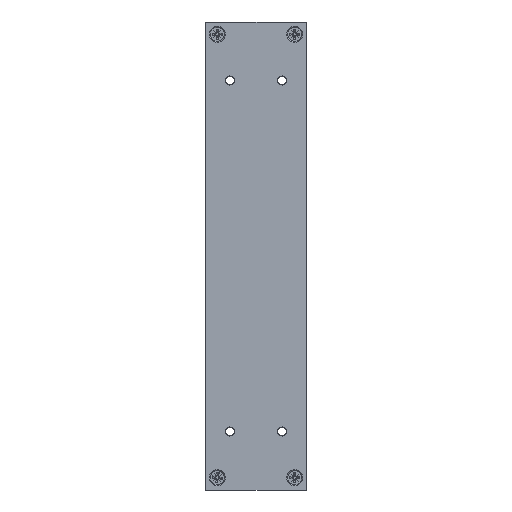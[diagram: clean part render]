
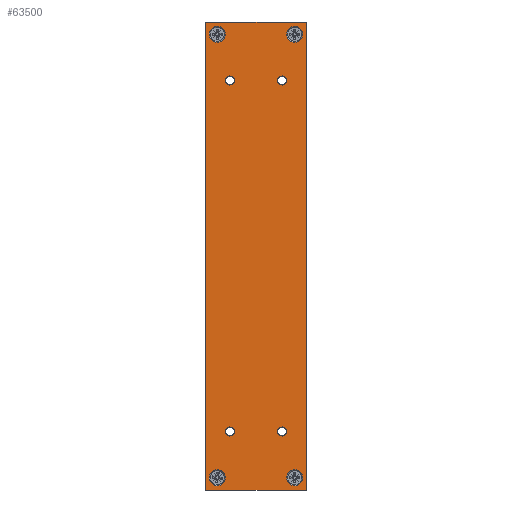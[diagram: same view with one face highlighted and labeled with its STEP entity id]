
A CAD part, front view. The second image highlights one B-rep face of the part: STEP entity #63500.
In plain terms, the highlighted planar face has unit normal (0, -1, 0).
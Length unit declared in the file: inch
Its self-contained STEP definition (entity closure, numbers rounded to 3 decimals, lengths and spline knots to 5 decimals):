
#42 = CARTESIAN_POINT ( 'NONE',  ( 0.69241, -0.31353, 0. ) ) ;
#152 = EDGE_CURVE ( 'NONE', #61410, #57297, #2631, .T. ) ;
#581 = FACE_BOUND ( 'NONE', #17610, .T. ) ;
#2631 = LINE ( 'NONE', #67276, #64933 ) ;
#3974 = DIRECTION ( 'NONE',  ( 0., 1., 0. ) ) ;
#4772 = FACE_BOUND ( 'NONE', #30921, .T. ) ;
#5577 = DIRECTION ( 'NONE',  ( 0., 1., 0. ) ) ;
#6582 = VERTEX_POINT ( 'NONE', #47626 ) ;
#7784 = EDGE_CURVE ( 'NONE', #23401, #23401, #49577, .T. ) ;
#7832 = VERTEX_POINT ( 'NONE', #55108 ) ;
#7844 = DIRECTION ( 'NONE',  ( 1., 0., 0. ) ) ;
#8225 = EDGE_LOOP ( 'NONE', ( #17557 ) ) ;
#8726 = LINE ( 'NONE', #33882, #53473 ) ;
#9693 = VERTEX_POINT ( 'NONE', #42247 ) ;
#10269 = CARTESIAN_POINT ( 'NONE',  ( -0.53448, -0.31353, 1. ) ) ;
#10358 = FACE_OUTER_BOUND ( 'NONE', #14352, .T. ) ;
#11710 = CIRCLE ( 'NONE', #28407, 0.1378 ) ;
#13900 = DIRECTION ( 'NONE',  ( -1., 0., 0. ) ) ;
#14352 = EDGE_LOOP ( 'NONE', ( #41324, #25270, #16590, #57055 ) ) ;
#14445 = DIRECTION ( 'NONE',  ( 0., 1., 0. ) ) ;
#15019 = CARTESIAN_POINT ( 'NONE',  ( -0.82908, -0.31353, 0.21 ) ) ;
#15628 = ORIENTED_EDGE ( 'NONE', *, *, #39757, .T. ) ;
#16388 = LINE ( 'NONE', #18093, #56656 ) ;
#16590 = ORIENTED_EDGE ( 'NONE', *, *, #152, .T. ) ;
#16630 = FACE_BOUND ( 'NONE', #28611, .T. ) ;
#16701 = ORIENTED_EDGE ( 'NONE', *, *, #65642, .T. ) ;
#17263 = AXIS2_PLACEMENT_3D ( 'NONE', #42399, #63868, #31273 ) ;
#17557 = ORIENTED_EDGE ( 'NONE', *, *, #57358, .T. ) ;
#17610 = EDGE_LOOP ( 'NONE', ( #16701 ) ) ;
#18093 = CARTESIAN_POINT ( 'NONE',  ( 0.69241, -0.31353, 8. ) ) ;
#18636 = CARTESIAN_POINT ( 'NONE',  ( -1.02759, -0.31353, 0. ) ) ;
#20349 = EDGE_CURVE ( 'NONE', #7832, #7832, #60233, .T. ) ;
#21338 = DIRECTION ( 'NONE',  ( 0., 0., 1. ) ) ;
#21520 = FACE_BOUND ( 'NONE', #51619, .T. ) ;
#23401 = VERTEX_POINT ( 'NONE', #55964 ) ;
#23512 = CARTESIAN_POINT ( 'NONE',  ( -0.82908, -0.31353, 7.79 ) ) ;
#23792 = CIRCLE ( 'NONE', #29339, 0.1378 ) ;
#23910 = VECTOR ( 'NONE', #21338, 39.37008 ) ;
#24992 = DIRECTION ( 'NONE',  ( 1., 0., 0. ) ) ;
#25270 = ORIENTED_EDGE ( 'NONE', *, *, #38157, .T. ) ;
#26388 = VERTEX_POINT ( 'NONE', #55651 ) ;
#26536 = LINE ( 'NONE', #42, #23910 ) ;
#27004 = AXIS2_PLACEMENT_3D ( 'NONE', #15019, #45995, #62260 ) ;
#28075 = EDGE_LOOP ( 'NONE', ( #42609 ) ) ;
#28226 = AXIS2_PLACEMENT_3D ( 'NONE', #40559, #41258, #7844 ) ;
#28407 = AXIS2_PLACEMENT_3D ( 'NONE', #23512, #65862, #66540 ) ;
#28611 = EDGE_LOOP ( 'NONE', ( #32235 ) ) ;
#29006 = DIRECTION ( 'NONE',  ( 1., 0., 0. ) ) ;
#29339 = AXIS2_PLACEMENT_3D ( 'NONE', #63376, #14445, #36698 ) ;
#29864 = AXIS2_PLACEMENT_3D ( 'NONE', #52252, #3974, #35988 ) ;
#30664 = ORIENTED_EDGE ( 'NONE', *, *, #48125, .T. ) ;
#30902 = DIRECTION ( 'NONE',  ( 0., 1., 0. ) ) ;
#30921 = EDGE_LOOP ( 'NONE', ( #51389 ) ) ;
#30935 = FACE_BOUND ( 'NONE', #8225, .T. ) ;
#31273 = DIRECTION ( 'NONE',  ( 1., 0., 0. ) ) ;
#31903 = EDGE_CURVE ( 'NONE', #6582, #6582, #53378, .T. ) ;
#31948 = EDGE_LOOP ( 'NONE', ( #15628 ) ) ;
#32235 = ORIENTED_EDGE ( 'NONE', *, *, #7784, .T. ) ;
#33882 = CARTESIAN_POINT ( 'NONE',  ( 0.69241, -0.31353, 0. ) ) ;
#34263 = CIRCLE ( 'NONE', #29864, 0.07799 ) ;
#35054 = CARTESIAN_POINT ( 'NONE',  ( -0.61247, -0.31353, 7. ) ) ;
#35988 = DIRECTION ( 'NONE',  ( 1., 0., 0. ) ) ;
#36698 = DIRECTION ( 'NONE',  ( 1., 0., 0. ) ) ;
#37843 = VERTEX_POINT ( 'NONE', #38188 ) ;
#38157 = EDGE_CURVE ( 'NONE', #51839, #61410, #16388, .T. ) ;
#38188 = CARTESIAN_POINT ( 'NONE',  ( 0.35529, -0.31353, 1. ) ) ;
#39757 = EDGE_CURVE ( 'NONE', #37843, #37843, #62504, .T. ) ;
#40557 = DIRECTION ( 'NONE',  ( 0., 0., -1. ) ) ;
#40559 = CARTESIAN_POINT ( 'NONE',  ( 0.27729, -0.31353, 1. ) ) ;
#40604 = ORIENTED_EDGE ( 'NONE', *, *, #59141, .T. ) ;
#41242 = AXIS2_PLACEMENT_3D ( 'NONE', #65597, #48584, #64913 ) ;
#41258 = DIRECTION ( 'NONE',  ( 0., 1., 0. ) ) ;
#41324 = ORIENTED_EDGE ( 'NONE', *, *, #63394, .T. ) ;
#41456 = DIRECTION ( 'NONE',  ( 1., 0., 0. ) ) ;
#42247 = CARTESIAN_POINT ( 'NONE',  ( 0.69241, -0.31353, 0. ) ) ;
#42399 = CARTESIAN_POINT ( 'NONE',  ( 0.69241, -0.31353, 0. ) ) ;
#42609 = ORIENTED_EDGE ( 'NONE', *, *, #31903, .T. ) ;
#43704 = CARTESIAN_POINT ( 'NONE',  ( 0.35529, -0.31353, 7. ) ) ;
#43870 = AXIS2_PLACEMENT_3D ( 'NONE', #58027, #5577, #41456 ) ;
#44384 = VERTEX_POINT ( 'NONE', #43704 ) ;
#45182 = AXIS2_PLACEMENT_3D ( 'NONE', #35054, #30902, #24992 ) ;
#45995 = DIRECTION ( 'NONE',  ( 0., 1., 0. ) ) ;
#47560 = CARTESIAN_POINT ( 'NONE',  ( 0.6317, -0.31353, 7.79 ) ) ;
#47626 = CARTESIAN_POINT ( 'NONE',  ( 0.6317, -0.31353, 0.21 ) ) ;
#48125 = EDGE_CURVE ( 'NONE', #44384, #44384, #58162, .T. ) ;
#48584 = DIRECTION ( 'NONE',  ( 0., 1., 0. ) ) ;
#49550 = CARTESIAN_POINT ( 'NONE',  ( 0.69241, -0.31353, 8. ) ) ;
#49577 = CIRCLE ( 'NONE', #45182, 0.07799 ) ;
#51389 = ORIENTED_EDGE ( 'NONE', *, *, #20349, .T. ) ;
#51619 = EDGE_LOOP ( 'NONE', ( #30664 ) ) ;
#51839 = VERTEX_POINT ( 'NONE', #49550 ) ;
#52041 = FACE_BOUND ( 'NONE', #57368, .T. ) ;
#52252 = CARTESIAN_POINT ( 'NONE',  ( -0.61247, -0.31353, 1. ) ) ;
#53378 = CIRCLE ( 'NONE', #41242, 0.1378 ) ;
#53473 = VECTOR ( 'NONE', #29006, 39.37008 ) ;
#55108 = CARTESIAN_POINT ( 'NONE',  ( -0.69129, -0.31353, 0.21 ) ) ;
#55651 = CARTESIAN_POINT ( 'NONE',  ( -0.69129, -0.31353, 7.79 ) ) ;
#55964 = CARTESIAN_POINT ( 'NONE',  ( -0.53448, -0.31353, 7. ) ) ;
#55998 = VERTEX_POINT ( 'NONE', #47560 ) ;
#56427 = EDGE_CURVE ( 'NONE', #57297, #9693, #8726, .T. ) ;
#56479 = VERTEX_POINT ( 'NONE', #10269 ) ;
#56656 = VECTOR ( 'NONE', #13900, 39.37008 ) ;
#57055 = ORIENTED_EDGE ( 'NONE', *, *, #56427, .T. ) ;
#57297 = VERTEX_POINT ( 'NONE', #18636 ) ;
#57358 = EDGE_CURVE ( 'NONE', #55998, #55998, #23792, .T. ) ;
#57368 = EDGE_LOOP ( 'NONE', ( #40604 ) ) ;
#57923 = FACE_BOUND ( 'NONE', #31948, .T. ) ;
#58027 = CARTESIAN_POINT ( 'NONE',  ( 0.27729, -0.31353, 7. ) ) ;
#58162 = CIRCLE ( 'NONE', #43870, 0.07799 ) ;
#59141 = EDGE_CURVE ( 'NONE', #26388, #26388, #11710, .T. ) ;
#60233 = CIRCLE ( 'NONE', #27004, 0.1378 ) ;
#61410 = VERTEX_POINT ( 'NONE', #63893 ) ;
#62260 = DIRECTION ( 'NONE',  ( 1., 0., 0. ) ) ;
#62504 = CIRCLE ( 'NONE', #28226, 0.07799 ) ;
#63376 = CARTESIAN_POINT ( 'NONE',  ( 0.49391, -0.31353, 7.79 ) ) ;
#63394 = EDGE_CURVE ( 'NONE', #9693, #51839, #26536, .T. ) ;
#63500 = ADVANCED_FACE ( 'NONE', ( #30935, #52041, #4772, #68409, #16630, #21520, #581, #57923, #10358 ), #64213, .T. ) ;
#63868 = DIRECTION ( 'NONE',  ( 0., -1., 0. ) ) ;
#63893 = CARTESIAN_POINT ( 'NONE',  ( -1.02759, -0.31353, 8. ) ) ;
#64213 = PLANE ( 'NONE',  #17263 ) ;
#64913 = DIRECTION ( 'NONE',  ( 1., 0., 0. ) ) ;
#64933 = VECTOR ( 'NONE', #40557, 39.37008 ) ;
#65597 = CARTESIAN_POINT ( 'NONE',  ( 0.49391, -0.31353, 0.21 ) ) ;
#65642 = EDGE_CURVE ( 'NONE', #56479, #56479, #34263, .T. ) ;
#65862 = DIRECTION ( 'NONE',  ( 0., 1., 0. ) ) ;
#66540 = DIRECTION ( 'NONE',  ( 1., 0., 0. ) ) ;
#67276 = CARTESIAN_POINT ( 'NONE',  ( -1.02759, -0.31353, 0. ) ) ;
#68409 = FACE_BOUND ( 'NONE', #28075, .T. ) ;
